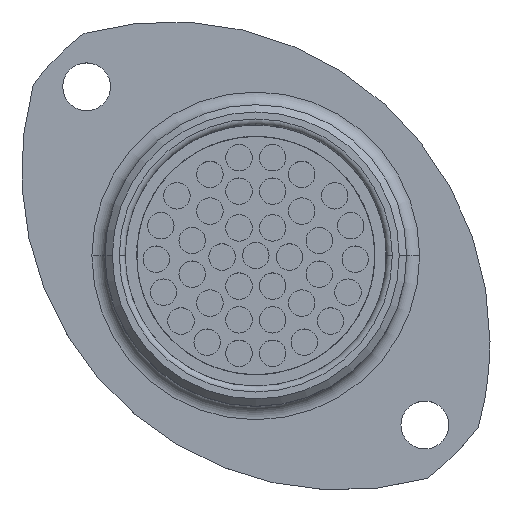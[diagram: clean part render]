
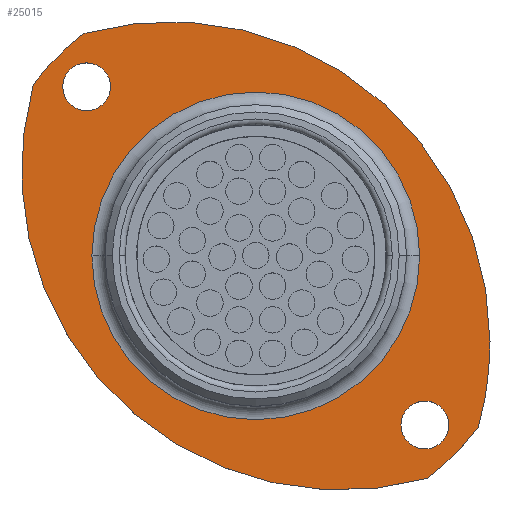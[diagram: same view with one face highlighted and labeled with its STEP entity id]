
A CAD part, top view. The second image highlights one B-rep face of the part: STEP entity #25015.
In plain terms, the highlighted planar face has unit normal (0, 0, 1).
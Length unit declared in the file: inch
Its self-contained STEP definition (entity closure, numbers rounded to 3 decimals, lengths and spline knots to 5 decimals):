
#904 = CARTESIAN_POINT ( 'NONE',  ( -1.11974, -0.05553, 0.65053 ) ) ;
#905 = DIRECTION ( 'NONE',  ( 0., 0., 1. ) ) ;
#906 = DIRECTION ( 'NONE',  ( 1., 0., 0. ) ) ;
#1084 = CARTESIAN_POINT ( 'NONE',  ( -2.02451, 0.84923, 0.65053 ) ) ;
#1085 = DIRECTION ( 'NONE',  ( 0., 0., 1. ) ) ;
#1086 = DIRECTION ( 'NONE',  ( 1., 0., 0. ) ) ;
#1272 = CARTESIAN_POINT ( 'NONE',  ( -1.57213, 0.39685, 0.65053 ) ) ;
#1273 = DIRECTION ( 'NONE',  ( 0., 0., -1. ) ) ;
#1274 = DIRECTION ( 'NONE',  ( -1., 0., 0. ) ) ;
#1398 = CARTESIAN_POINT ( 'NONE',  ( -2.02451, 0.84923, 0.65053 ) ) ;
#1399 = DIRECTION ( 'NONE',  ( 0., 0., 1. ) ) ;
#1400 = DIRECTION ( 'NONE',  ( 1., 0., 0. ) ) ;
#1518 = CARTESIAN_POINT ( 'NONE',  ( -1.57213, 0.39685, 0.65053 ) ) ;
#1519 = DIRECTION ( 'NONE',  ( 0., 0., -1. ) ) ;
#1520 = DIRECTION ( 'NONE',  ( -1., 0., 0. ) ) ;
#2272 = CIRCLE ( 'NONE', #2277, 0.75197 ) ;
#2277 = AXIS2_PLACEMENT_3D ( 'NONE', #20337, #20338, #20339 ) ;
#2304 = CIRCLE ( 'NONE', #2307, 0.06398 ) ;
#2307 = AXIS2_PLACEMENT_3D ( 'NONE', #20393, #20394, #20395 ) ;
#2367 = CIRCLE ( 'NONE', #2373, 0.8563 ) ;
#2373 = AXIS2_PLACEMENT_3D ( 'NONE', #20597, #20598, #20599 ) ;
#2405 = CIRCLE ( 'NONE', #2411, 0.8563 ) ;
#2411 = AXIS2_PLACEMENT_3D ( 'NONE', #20685, #20686, #20687 ) ;
#2419 = CIRCLE ( 'NONE', #2426, 0.8563 ) ;
#2426 = AXIS2_PLACEMENT_3D ( 'NONE', #20739, #20740, #20741 ) ;
#2457 = CIRCLE ( 'NONE', #2460, 0.43839 ) ;
#2460 = AXIS2_PLACEMENT_3D ( 'NONE', #20804, #20805, #20806 ) ;
#2512 = CIRCLE ( 'NONE', #2518, 0.06398 ) ;
#2518 = AXIS2_PLACEMENT_3D ( 'NONE', #904, #905, #906 ) ;
#2569 = CIRCLE ( 'NONE', #2585, 0.06398 ) ;
#2585 = AXIS2_PLACEMENT_3D ( 'NONE', #1084, #1085, #1086 ) ;
#2662 = CIRCLE ( 'NONE', #2665, 0.75197 ) ;
#2665 = AXIS2_PLACEMENT_3D ( 'NONE', #1272, #1273, #1274 ) ;
#2703 = CIRCLE ( 'NONE', #2717, 0.06398 ) ;
#2717 = AXIS2_PLACEMENT_3D ( 'NONE', #1398, #1399, #1400 ) ;
#2772 = CIRCLE ( 'NONE', #2782, 0.43839 ) ;
#2782 = AXIS2_PLACEMENT_3D ( 'NONE', #1518, #1519, #1520 ) ;
#4691 = VERTEX_POINT ( 'NONE', #30048 ) ;
#4706 = VERTEX_POINT ( 'NONE', #30063 ) ;
#4807 = VERTEX_POINT ( 'NONE', #30169 ) ;
#4808 = VERTEX_POINT ( 'NONE', #30170 ) ;
#4809 = VERTEX_POINT ( 'NONE', #30172 ) ;
#4823 = VERTEX_POINT ( 'NONE', #30190 ) ;
#4833 = VERTEX_POINT ( 'NONE', #30201 ) ;
#7373 = CARTESIAN_POINT ( 'NONE',  ( -1.13374, 0.39685, 0.65053 ) ) ;
#7759 = CARTESIAN_POINT ( 'NONE',  ( -2.08848, 0.84923, 0.65053 ) ) ;
#7801 = CARTESIAN_POINT ( 'NONE',  ( -1.18372, -0.05553, 0.65053 ) ) ;
#12644 = CARTESIAN_POINT ( 'NONE',  ( -1.96053, 0.84923, 0.65053 ) ) ;
#17423 = EDGE_CURVE ( 'NONE', #4833, #4823, #2272, .T. ) ;
#17441 = EDGE_CURVE ( 'NONE', #4691, #32642, #2304, .T. ) ;
#17493 = EDGE_CURVE ( 'NONE', #4833, #4809, #2367, .T. ) ;
#17518 = EDGE_CURVE ( 'NONE', #4808, #4807, #2405, .T. ) ;
#17532 = EDGE_CURVE ( 'NONE', #4807, #4823, #2419, .T. ) ;
#17554 = EDGE_CURVE ( 'NONE', #4706, #30884, #2457, .T. ) ;
#17594 = EDGE_CURVE ( 'NONE', #32642, #4691, #2512, .T. ) ;
#17637 = EDGE_CURVE ( 'NONE', #32600, #25102, #2569, .T. ) ;
#17690 = EDGE_CURVE ( 'NONE', #4808, #4809, #2662, .T. ) ;
#17729 = EDGE_CURVE ( 'NONE', #25102, #32600, #2703, .T. ) ;
#17768 = EDGE_CURVE ( 'NONE', #30884, #4706, #2772, .T. ) ;
#18982 = AXIS2_PLACEMENT_3D ( 'NONE', #23118, #23119, #23120 ) ;
#20337 = CARTESIAN_POINT ( 'NONE',  ( -1.57213, 0.39685, 0.65053 ) ) ;
#20338 = DIRECTION ( 'NONE',  ( 0., 0., -1. ) ) ;
#20339 = DIRECTION ( 'NONE',  ( -1., 0., 0. ) ) ;
#20393 = CARTESIAN_POINT ( 'NONE',  ( -1.11974, -0.05553, 0.65053 ) ) ;
#20394 = DIRECTION ( 'NONE',  ( 0., 0., 1. ) ) ;
#20395 = DIRECTION ( 'NONE',  ( 1., 0., 0. ) ) ;
#20597 = CARTESIAN_POINT ( 'NONE',  ( -1.34246, 0.62652, 0.65053 ) ) ;
#20598 = DIRECTION ( 'NONE',  ( 0., 0., 1. ) ) ;
#20599 = DIRECTION ( 'NONE',  ( 1., 0., 0. ) ) ;
#20685 = CARTESIAN_POINT ( 'NONE',  ( -1.8018, 0.16718, 0.65053 ) ) ;
#20686 = DIRECTION ( 'NONE',  ( 0., 0., 1. ) ) ;
#20687 = DIRECTION ( 'NONE',  ( 1., 0., 0. ) ) ;
#20739 = CARTESIAN_POINT ( 'NONE',  ( -1.8018, 0.16718, 0.65053 ) ) ;
#20740 = DIRECTION ( 'NONE',  ( 0., 0., 1. ) ) ;
#20741 = DIRECTION ( 'NONE',  ( 1., 0., 0. ) ) ;
#20804 = CARTESIAN_POINT ( 'NONE',  ( -1.57213, 0.39685, 0.65053 ) ) ;
#20805 = DIRECTION ( 'NONE',  ( 0., 0., -1. ) ) ;
#20806 = DIRECTION ( 'NONE',  ( -1., 0., 0. ) ) ;
#22265 = EDGE_LOOP ( 'NONE', ( #30912, #30914 ) ) ;
#22279 = EDGE_LOOP ( 'NONE', ( #30916, #30918, #30920, #30922, #30923 ) ) ;
#22295 = EDGE_LOOP ( 'NONE', ( #30905, #30907 ) ) ;
#23096 = FACE_BOUND ( 'NONE', #22295, .T. ) ;
#23097 = FACE_BOUND ( 'NONE', #22265, .T. ) ;
#23098 = FACE_BOUND ( 'NONE', #24079, .T. ) ;
#23102 = PLANE ( 'NONE',  #18982 ) ;
#23103 = FACE_OUTER_BOUND ( 'NONE', #22279, .T. ) ;
#23118 = CARTESIAN_POINT ( 'NONE',  ( -1.57213, 1.14881, 0.65053 ) ) ;
#23119 = DIRECTION ( 'NONE',  ( 0., 0., -1. ) ) ;
#23120 = DIRECTION ( 'NONE',  ( -1., 0., 0. ) ) ;
#24079 = EDGE_LOOP ( 'NONE', ( #30909, #30910 ) ) ;
#25015 = ADVANCED_FACE ( 'NONE', ( #23096, #23098, #23097, #23103 ), #23102, .F. ) ;
#25102 = VERTEX_POINT ( 'NONE', #12644 ) ;
#30048 = CARTESIAN_POINT ( 'NONE',  ( -1.05577, -0.05553, 0.65053 ) ) ;
#30063 = CARTESIAN_POINT ( 'NONE',  ( -2.01051, 0.39685, 0.65053 ) ) ;
#30169 = CARTESIAN_POINT ( 'NONE',  ( -0.9455, 0.16718, 0.65053 ) ) ;
#30170 = CARTESIAN_POINT ( 'NONE',  ( -0.97694, -0.06273, 0.65053 ) ) ;
#30172 = CARTESIAN_POINT ( 'NONE',  ( -1.11255, -0.19834, 0.65053 ) ) ;
#30190 = CARTESIAN_POINT ( 'NONE',  ( -2.0317, 0.99204, 0.65053 ) ) ;
#30201 = CARTESIAN_POINT ( 'NONE',  ( -2.16732, 0.85642, 0.65053 ) ) ;
#30884 = VERTEX_POINT ( 'NONE', #7373 ) ;
#30905 = ORIENTED_EDGE ( 'NONE', *, *, #17554, .T. ) ;
#30907 = ORIENTED_EDGE ( 'NONE', *, *, #17768, .T. ) ;
#30909 = ORIENTED_EDGE ( 'NONE', *, *, #17729, .F. ) ;
#30910 = ORIENTED_EDGE ( 'NONE', *, *, #17637, .F. ) ;
#30912 = ORIENTED_EDGE ( 'NONE', *, *, #17441, .F. ) ;
#30914 = ORIENTED_EDGE ( 'NONE', *, *, #17594, .F. ) ;
#30916 = ORIENTED_EDGE ( 'NONE', *, *, #17518, .T. ) ;
#30918 = ORIENTED_EDGE ( 'NONE', *, *, #17532, .T. ) ;
#30920 = ORIENTED_EDGE ( 'NONE', *, *, #17423, .F. ) ;
#30922 = ORIENTED_EDGE ( 'NONE', *, *, #17493, .T. ) ;
#30923 = ORIENTED_EDGE ( 'NONE', *, *, #17690, .F. ) ;
#32600 = VERTEX_POINT ( 'NONE', #7759 ) ;
#32642 = VERTEX_POINT ( 'NONE', #7801 ) ;
